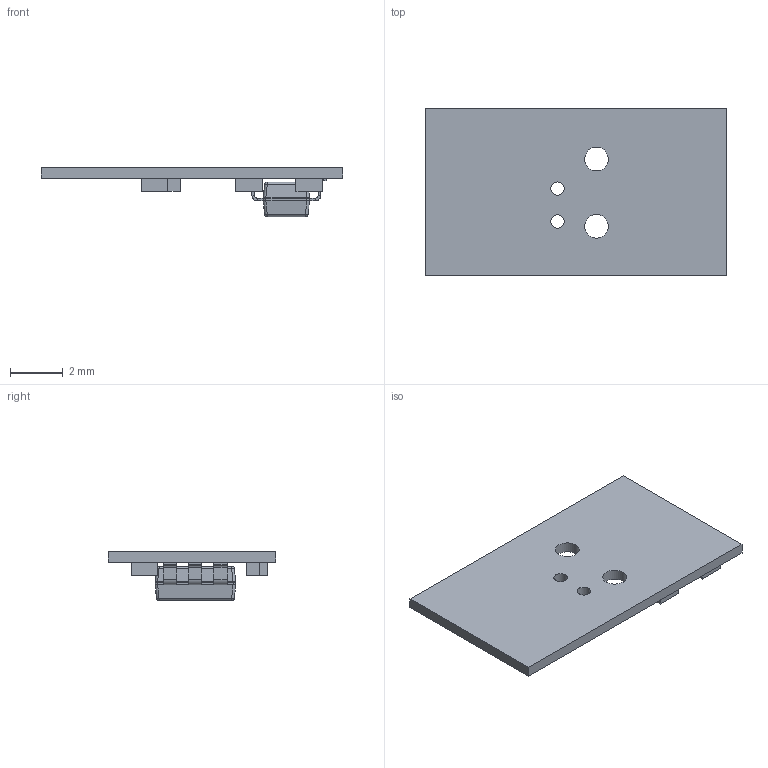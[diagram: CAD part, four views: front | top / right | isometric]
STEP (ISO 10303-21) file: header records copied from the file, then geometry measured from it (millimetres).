
FILE_DESCRIPTION(('Open CASCADE Model'),'2;1');
FILE_NAME('Open CASCADE Shape Model','2019-01-28T19:42:51',('Author'),( 'Open CASCADE'),'Open CASCADE STEP processor 6.8','Open CASCADE 6.8' ,'Unknown');
FILE_SCHEMA(('AUTOMOTIVE_DESIGN { 1 0 10303 214 1 1 1 1 }'));
Length unit declared in the file: millimetre
Products named in the file (1): PCB
Bounding box: 11.4 x 6.35 x 1.86 mm (x, y, z)
Volume: 37 mm3; surface area: 198.6 mm2
Topology: 11 solids, 11 shells, 202 faces, 412 edges, 224 vertices
Faces by surface type: plane 134, cylinder 52, sphere 8, bspline 8
Full cylindrical faces by diameter (mm): 0.508 x2, 0.9 x2
Entity records: 5764 total; most frequent: CARTESIAN_POINT 1583, DIRECTION 834, ORIENTED_EDGE 808, EDGE_CURVE 404, LINE 300, VECTOR 300, AXIS2_PLACEMENT_3D 267, VERTEX_POINT 224
